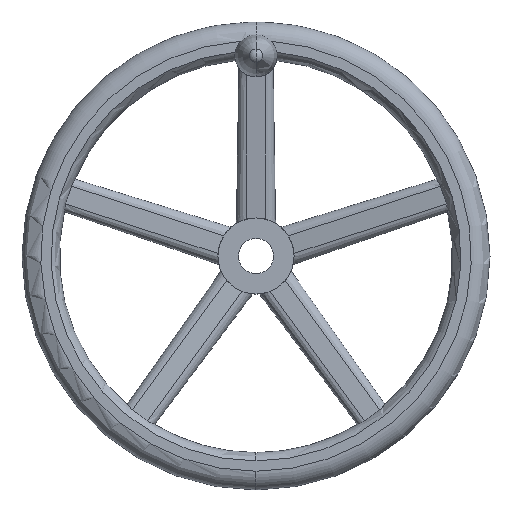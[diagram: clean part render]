
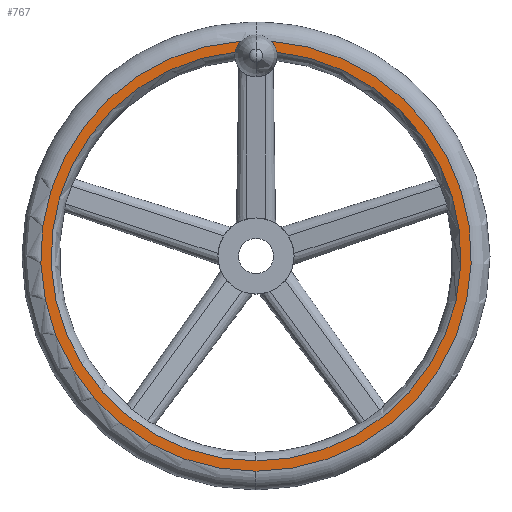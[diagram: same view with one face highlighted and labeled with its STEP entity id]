
A CAD part, top view. The second image highlights one B-rep face of the part: STEP entity #767.
In plain terms, the highlighted planar face has unit normal (0, 0, 1).
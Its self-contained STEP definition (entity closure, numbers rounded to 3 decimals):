
#337=EDGE_CURVE('',#575,#681,#952,.T.);
#391=VERTEX_POINT('',#1011);
#575=VERTEX_POINT('',#1212);
#583=EDGE_CURVE('',#589,#391,#1221,.T.);
#589=VERTEX_POINT('',#1227);
#681=VERTEX_POINT('',#1329);
#767=ADVANCED_FACE('',(#1419),#1420,.F.);
#787=EDGE_CURVE('',#391,#681,#1444,.T.);
#817=EDGE_CURVE('',#853,#575,#1477,.T.);
#853=VERTEX_POINT('',#1520);
#875=EDGE_CURVE('',#897,#853,#1543,.T.);
#897=VERTEX_POINT('',#1568);
#899=EDGE_CURVE('',#589,#897,#1570,.T.);
#952=CIRCLE('',#1622,18.0);
#1011=CARTESIAN_POINT('',(0.,-175.156,60.333));
#1212=CARTESIAN_POINT('',(12.907,183.547,60.333));
#1221=CIRCLE('',#2423,175.156);
#1227=CARTESIAN_POINT('',(-17.703,174.259,60.333));
#1329=CARTESIAN_POINT('',(17.703,174.259,60.333));
#1419=FACE_OUTER_BOUND('',#3001,.T.);
#1420=PLANE('',#3002);
#1444=CIRCLE('',#3057,175.156);
#1477=CIRCLE('',#3147,184.0);
#1520=CARTESIAN_POINT('',(0.,-184.0,60.333));
#1543=CIRCLE('',#3369,184.0);
#1568=CARTESIAN_POINT('',(-12.907,183.547,60.333));
#1570=CIRCLE('',#3437,18.0);
#1622=AXIS2_PLACEMENT_3D('',#3490,#3491,#3492);
#2423=AXIS2_PLACEMENT_3D('',#3796,#3797,#3798);
#3001=EDGE_LOOP('',(#4000,#4001,#4002,#4003,#4004,#4005));
#3002=AXIS2_PLACEMENT_3D('',#4006,#4007,#4008);
#3057=AXIS2_PLACEMENT_3D('',#4041,#4042,#4043);
#3147=AXIS2_PLACEMENT_3D('',#4073,#4074,#4075);
#3369=AXIS2_PLACEMENT_3D('',#4163,#4164,#4165);
#3437=AXIS2_PLACEMENT_3D('',#4206,#4207,#4208);
#3490=CARTESIAN_POINT('',(0.0,171.0,60.333));
#3491=DIRECTION('',(0.,0.,-1.0));
#3492=DIRECTION('',(-0.717,0.697,0.));
#3796=CARTESIAN_POINT('',(0.,0.,60.333));
#3797=DIRECTION('',(0.,0.,1.0));
#3798=DIRECTION('',(1.0,0.0,0.));
#4000=ORIENTED_EDGE('',*,*,#337,.T.);
#4001=ORIENTED_EDGE('',*,*,#787,.F.);
#4002=ORIENTED_EDGE('',*,*,#583,.F.);
#4003=ORIENTED_EDGE('',*,*,#899,.T.);
#4004=ORIENTED_EDGE('',*,*,#875,.T.);
#4005=ORIENTED_EDGE('',*,*,#817,.T.);
#4006=CARTESIAN_POINT('',(0.,176.0,60.333));
#4007=DIRECTION('',(0.,0.,-1.0));
#4008=DIRECTION('',(0.,-1.0,0.0));
#4041=CARTESIAN_POINT('',(0.,0.,60.333));
#4042=DIRECTION('',(0.,0.,1.0));
#4043=DIRECTION('',(1.0,0.0,0.));
#4073=CARTESIAN_POINT('',(0.,0.,60.333));
#4074=DIRECTION('',(0.,0.,1.0));
#4075=DIRECTION('',(0.,1.0,0.));
#4163=CARTESIAN_POINT('',(0.,0.,60.333));
#4164=DIRECTION('',(0.,0.,1.0));
#4165=DIRECTION('',(0.,1.0,0.));
#4206=CARTESIAN_POINT('',(0.0,171.0,60.333));
#4207=DIRECTION('',(0.,0.,-1.0));
#4208=DIRECTION('',(-0.717,0.697,0.));
